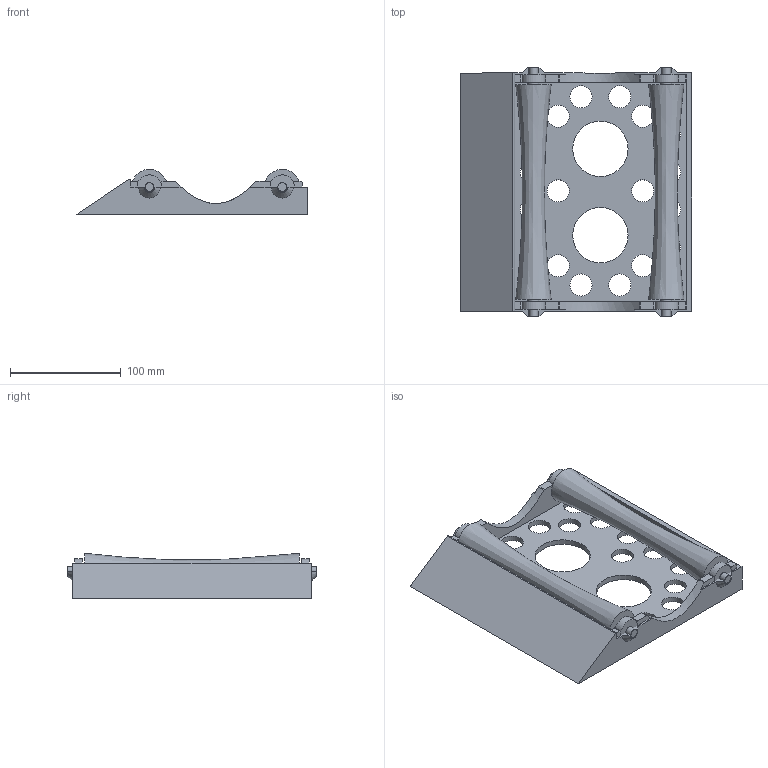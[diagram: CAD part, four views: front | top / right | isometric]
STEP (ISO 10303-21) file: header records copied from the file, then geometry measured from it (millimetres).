
FILE_DESCRIPTION(/* description */ (''),/* implementation_level */ '2;1');
FILE_NAME(/* name */ 'wheel thing v1.stp',/* time_stamp */ '2025-09-12T00:28:47+02:00',/* author */ (''),/* organization */ (''),/* preprocessor_version */ 'ST-DEVELOPER v20.1',/* originating_system */ 'Autodesk Translation Framework v14.10.0.0',/* authorisation */ '');
FILE_SCHEMA (('AUTOMOTIVE_DESIGN { 1 0 10303 214 3 1 1 }'));
Length unit declared in the file: millimetre
Products named in the file (2): wheel thing; 608 bearing
Assembly tree (2 placements, depth 2):
  wheel thing
    608 bearing  x2
Bounding box: 209.07 x 225 x 41 mm (x, y, z)
Volume: 552406.3 mm3; surface area: 169723.5 mm2
Topology: 7 solids, 7 shells, 150 faces, 362 edges, 238 vertices
Faces by surface type: plane 71, cylinder 67, bspline 8, cone 4
Full cylindrical faces by diameter (mm): 8 x10, 10 x4, 20 x22, 22 x6, 50 x2
Entity records: 5294 total; most frequent: CARTESIAN_POINT 1628, DIRECTION 760, ORIENTED_EDGE 712, EDGE_CURVE 356, AXIS2_PLACEMENT_3D 292, VERTEX_POINT 234, EDGE_LOOP 212, LINE 176
